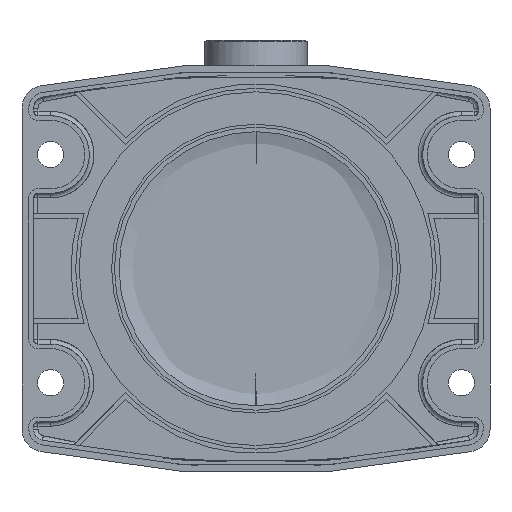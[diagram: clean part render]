
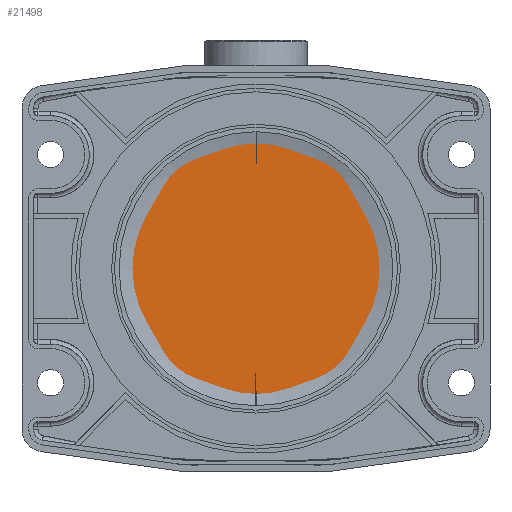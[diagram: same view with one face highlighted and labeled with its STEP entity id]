
A CAD part, front view. The second image highlights one B-rep face of the part: STEP entity #21498.
In plain terms, the highlighted face is planar.
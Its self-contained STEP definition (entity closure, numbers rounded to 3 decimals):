
#1711 = EDGE_CURVE ( 'NONE', #37685, #33946, #34764, .T. ) ;
#8095 = AXIS2_PLACEMENT_3D ( 'NONE', #8869, #18557, #31133 ) ;
#8869 = CARTESIAN_POINT ( 'NONE',  ( -133., 133., 12. ) ) ;
#9678 = PLANE ( 'NONE',  #8095 ) ;
#10859 = CARTESIAN_POINT ( 'NONE',  ( 0., 0., 12. ) ) ;
#13957 = DIRECTION ( 'NONE',  ( 0., 0., -1. ) ) ;
#15016 = CARTESIAN_POINT ( 'NONE',  ( 0., 0., 12. ) ) ;
#18557 = DIRECTION ( 'NONE',  ( 0., 0., -1. ) ) ;
#20483 = CARTESIAN_POINT ( 'NONE',  ( -65.5, 0., 12. ) ) ;
#20788 = DIRECTION ( 'NONE',  ( 0., 0., -1. ) ) ;
#21498 = ADVANCED_FACE ( 'NONE', ( #34435 ), #9678, .T. ) ;
#24121 = ORIENTED_EDGE ( 'NONE', *, *, #34892, .T. ) ;
#24255 = AXIS2_PLACEMENT_3D ( 'NONE', #15016, #20788, #27591 ) ;
#27591 = DIRECTION ( 'NONE',  ( -1., 0., 0. ) ) ;
#28628 = ORIENTED_EDGE ( 'NONE', *, *, #1711, .T. ) ;
#31133 = DIRECTION ( 'NONE',  ( -1., 0., 0. ) ) ;
#32720 = DIRECTION ( 'NONE',  ( -1., 0., 0. ) ) ;
#33946 = VERTEX_POINT ( 'NONE', #20483 ) ;
#34435 = FACE_OUTER_BOUND ( 'NONE', #37374, .T. ) ;
#34764 = CIRCLE ( 'NONE', #36736, 65.5 ) ;
#34892 = EDGE_CURVE ( 'NONE', #33946, #37685, #38121, .T. ) ;
#36350 = CARTESIAN_POINT ( 'NONE',  ( 65.5, 0., 12. ) ) ;
#36736 = AXIS2_PLACEMENT_3D ( 'NONE', #10859, #13957, #32720 ) ;
#37374 = EDGE_LOOP ( 'NONE', ( #24121, #28628 ) ) ;
#37685 = VERTEX_POINT ( 'NONE', #36350 ) ;
#38121 = CIRCLE ( 'NONE', #24255, 65.5 ) ;
